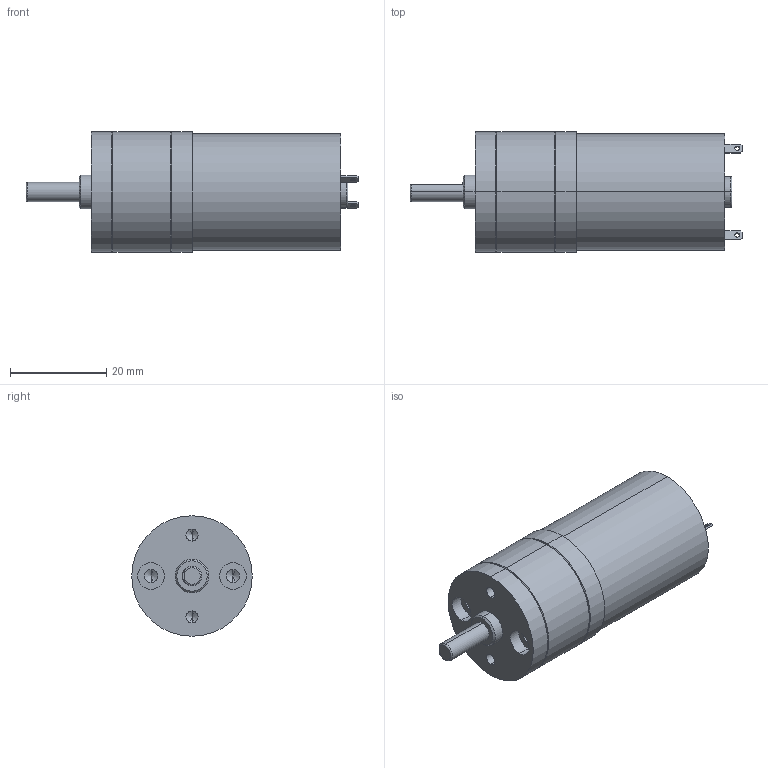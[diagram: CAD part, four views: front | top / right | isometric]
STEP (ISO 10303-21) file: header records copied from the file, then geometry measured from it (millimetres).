
FILE_DESCRIPTION (( 'STEP AP203' ), '1' );
FILE_NAME ('Motor_25GA370-26x-step.STEP', '2018-01-19T18:56:11', ( '' ), ( '' ), 'SwSTEP 2.0', 'SolidWorks 2013', '' );
FILE_SCHEMA (( 'CONFIG_CONTROL_DESIGN' ));
Length unit declared in the file: millimetre
Products named in the file (1): Motor_25GA370-26x-step
Bounding box: 68.9 x 25 x 25 mm (x, y, z)
Volume: 24072.6 mm3; surface area: 5846 mm2
Topology: 1 solids, 1 shells, 122 faces, 277 edges, 172 vertices
Faces by surface type: cylinder 60, plane 39, cone 18, torus 5
Entity records: 3489 total; most frequent: DIRECTION 650, CARTESIAN_POINT 578, ORIENTED_EDGE 538, EDGE_CURVE 269, AXIS2_PLACEMENT_3D 260, VERTEX_POINT 172, EDGE_LOOP 149, CIRCLE 137
